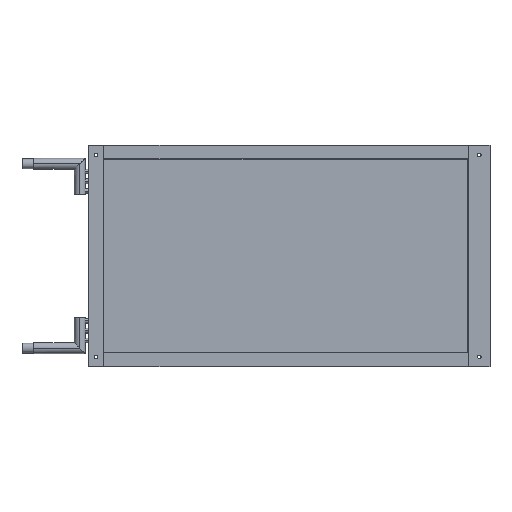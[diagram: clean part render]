
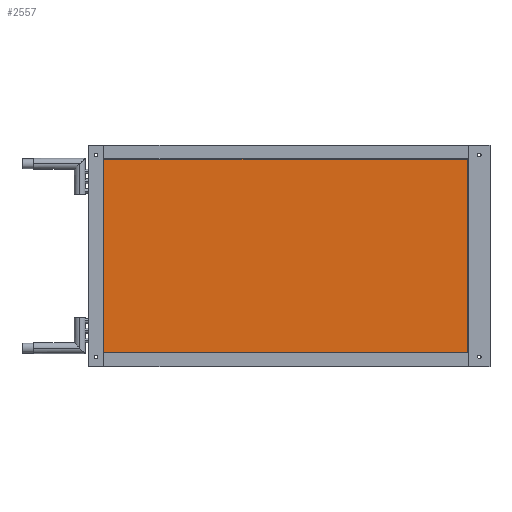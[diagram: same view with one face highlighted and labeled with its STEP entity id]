
A CAD part, top view. The second image highlights one B-rep face of the part: STEP entity #2557.
In plain terms, the highlighted planar face has unit normal (0, 0, 1).
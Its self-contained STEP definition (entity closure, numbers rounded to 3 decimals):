
#975 = CARTESIAN_POINT ( 'NONE',  ( -3.771, -249., 51. ) ) ;
#976 = DIRECTION ( 'NONE',  ( 1., 0., 0. ) ) ;
#977 = VECTOR ( 'NONE', #976, 1000. ) ;
#978 = CARTESIAN_POINT ( 'NONE',  ( -940., -249., 51. ) ) ;
#979 = LINE ( 'NONE', #978, #977 ) ;
#980 = CARTESIAN_POINT ( 'NONE',  ( -3.771, 249., 51. ) ) ;
#981 = DIRECTION ( 'NONE',  ( 1., 0., 0. ) ) ;
#982 = VECTOR ( 'NONE', #981, 1000. ) ;
#983 = CARTESIAN_POINT ( 'NONE',  ( -940., 249., 51. ) ) ;
#984 = DIRECTION ( 'NONE',  ( -1., 0., 0. ) ) ;
#985 = DIRECTION ( 'NONE',  ( 0., 0., -1. ) ) ;
#986 = CARTESIAN_POINT ( 'NONE',  ( -940., 1195.41, 51. ) ) ;
#987 = AXIS2_PLACEMENT_3D ( 'NONE', #986, #985, #984 ) ;
#988 = PLANE ( 'NONE',  #987 ) ;
#989 = LINE ( 'NONE', #983, #982 ) ;
#990 = FACE_OUTER_BOUND ( 'NONE', #2558, .T. ) ;
#1099 = CARTESIAN_POINT ( 'NONE',  ( -940., -249., 51. ) ) ;
#1100 = CARTESIAN_POINT ( 'NONE',  ( -940., 249., 51. ) ) ;
#1101 = DIRECTION ( 'NONE',  ( 0., -1., 0. ) ) ;
#1102 = VECTOR ( 'NONE', #1101, 1000. ) ;
#1103 = CARTESIAN_POINT ( 'NONE',  ( -940., 1195.41, 51. ) ) ;
#1104 = LINE ( 'NONE', #1103, #1102 ) ;
#1116 = DIRECTION ( 'NONE',  ( 0., -1., 0. ) ) ;
#1117 = VECTOR ( 'NONE', #1116, 1000. ) ;
#1118 = CARTESIAN_POINT ( 'NONE',  ( -3.771, 1195.41, 51. ) ) ;
#1119 = LINE ( 'NONE', #1118, #1117 ) ;
#2557 = ADVANCED_FACE ( 'NONE', ( #990 ), #988, .F. ) ;
#2558 = EDGE_LOOP ( 'NONE', ( #2559, #2562, #2563, #2566 ) ) ;
#2559 = ORIENTED_EDGE ( 'NONE', *, *, #2560, .F. ) ;
#2560 = EDGE_CURVE ( 'NONE', #2578, #2561, #989, .T. ) ;
#2561 = VERTEX_POINT ( 'NONE', #980 ) ;
#2562 = ORIENTED_EDGE ( 'NONE', *, *, #2577, .T. ) ;
#2563 = ORIENTED_EDGE ( 'NONE', *, *, #2564, .T. ) ;
#2564 = EDGE_CURVE ( 'NONE', #2579, #2565, #979, .T. ) ;
#2565 = VERTEX_POINT ( 'NONE', #975 ) ;
#2566 = ORIENTED_EDGE ( 'NONE', *, *, #2628, .F. ) ;
#2577 = EDGE_CURVE ( 'NONE', #2578, #2579, #1104, .T. ) ;
#2578 = VERTEX_POINT ( 'NONE', #1100 ) ;
#2579 = VERTEX_POINT ( 'NONE', #1099 ) ;
#2628 = EDGE_CURVE ( 'NONE', #2561, #2565, #1119, .T. ) ;
